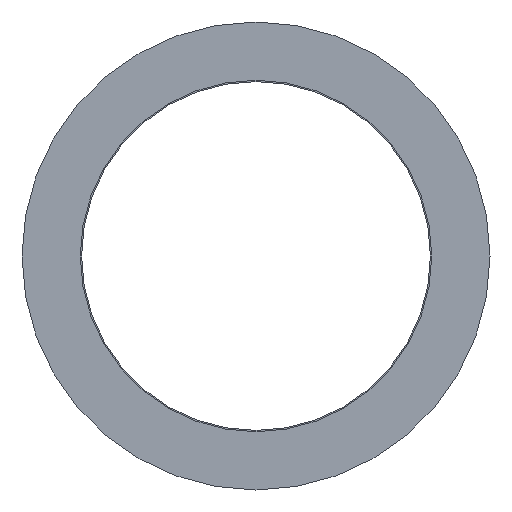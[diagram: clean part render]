
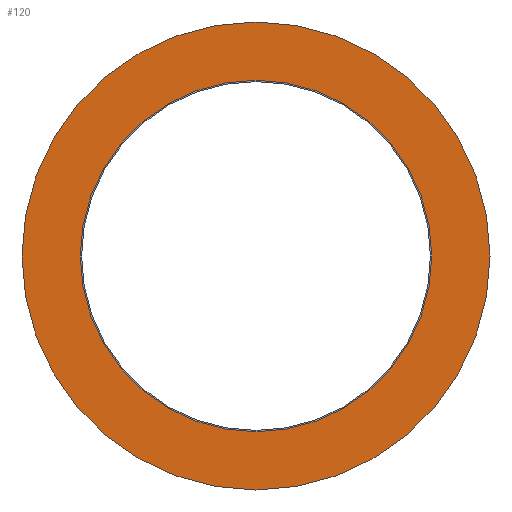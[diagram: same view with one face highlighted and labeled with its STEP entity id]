
A CAD part, front view. The second image highlights one B-rep face of the part: STEP entity #120.
In plain terms, the highlighted planar face has unit normal (0, -1, 0).
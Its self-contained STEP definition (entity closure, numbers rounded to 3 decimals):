
#40 = DIRECTION ( 'NONE',  ( 1., 0., 0. ) ) ;
#88 = ORIENTED_EDGE ( 'NONE', *, *, #204, .T. ) ;
#101 = AXIS2_PLACEMENT_3D ( 'NONE', #788, #892, #998 ) ;
#120 = ADVANCED_FACE ( 'NONE', ( #1044, #489 ), #656, .T. ) ;
#176 = EDGE_CURVE ( 'NONE', #1025, #262, #1052, .T. ) ;
#178 = DIRECTION ( 'NONE',  ( 1., 0., 0. ) ) ;
#194 = AXIS2_PLACEMENT_3D ( 'NONE', #386, #820, #272 ) ;
#204 = EDGE_CURVE ( 'NONE', #262, #1025, #549, .T. ) ;
#259 = DIRECTION ( 'NONE',  ( 0., -1., 0. ) ) ;
#262 = VERTEX_POINT ( 'NONE', #1176 ) ;
#272 = DIRECTION ( 'NONE',  ( 1., 0., 0. ) ) ;
#377 = CIRCLE ( 'NONE', #101, 20.65 ) ;
#386 = CARTESIAN_POINT ( 'NONE',  ( 0., 0., 0. ) ) ;
#411 = DIRECTION ( 'NONE',  ( 0., -1., 0. ) ) ;
#420 = EDGE_LOOP ( 'NONE', ( #88, #576 ) ) ;
#432 = CARTESIAN_POINT ( 'NONE',  ( -27.5, 0., 0. ) ) ;
#438 = ORIENTED_EDGE ( 'NONE', *, *, #925, .F. ) ;
#487 = DIRECTION ( 'NONE',  ( 0., -1., 0. ) ) ;
#489 = FACE_BOUND ( 'NONE', #612, .T. ) ;
#493 = CARTESIAN_POINT ( 'NONE',  ( 0., 0., 0. ) ) ;
#549 = CIRCLE ( 'NONE', #1238, 27.5 ) ;
#576 = ORIENTED_EDGE ( 'NONE', *, *, #176, .T. ) ;
#612 = EDGE_LOOP ( 'NONE', ( #1359, #438 ) ) ;
#656 = PLANE ( 'NONE',  #743 ) ;
#743 = AXIS2_PLACEMENT_3D ( 'NONE', #1307, #259, #1327 ) ;
#777 = CARTESIAN_POINT ( 'NONE',  ( -20.65, 0., 0. ) ) ;
#788 = CARTESIAN_POINT ( 'NONE',  ( 0., 0., 0. ) ) ;
#820 = DIRECTION ( 'NONE',  ( 0., -1., 0. ) ) ;
#832 = CIRCLE ( 'NONE', #1109, 20.65 ) ;
#892 = DIRECTION ( 'NONE',  ( 0., -1., 0. ) ) ;
#925 = EDGE_CURVE ( 'NONE', #1131, #1175, #832, .T. ) ;
#998 = DIRECTION ( 'NONE',  ( 1., 0., 0. ) ) ;
#1004 = CARTESIAN_POINT ( 'NONE',  ( 20.65, 0., 0. ) ) ;
#1025 = VERTEX_POINT ( 'NONE', #432 ) ;
#1044 = FACE_OUTER_BOUND ( 'NONE', #420, .T. ) ;
#1052 = CIRCLE ( 'NONE', #194, 27.5 ) ;
#1109 = AXIS2_PLACEMENT_3D ( 'NONE', #1280, #411, #178 ) ;
#1131 = VERTEX_POINT ( 'NONE', #777 ) ;
#1175 = VERTEX_POINT ( 'NONE', #1004 ) ;
#1176 = CARTESIAN_POINT ( 'NONE',  ( 27.5, 0., 0. ) ) ;
#1238 = AXIS2_PLACEMENT_3D ( 'NONE', #493, #487, #40 ) ;
#1280 = CARTESIAN_POINT ( 'NONE',  ( 0., 0., 0. ) ) ;
#1307 = CARTESIAN_POINT ( 'NONE',  ( 20.65, 0., 0. ) ) ;
#1321 = EDGE_CURVE ( 'NONE', #1175, #1131, #377, .T. ) ;
#1327 = DIRECTION ( 'NONE',  ( 1., 0., 0. ) ) ;
#1359 = ORIENTED_EDGE ( 'NONE', *, *, #1321, .F. ) ;
